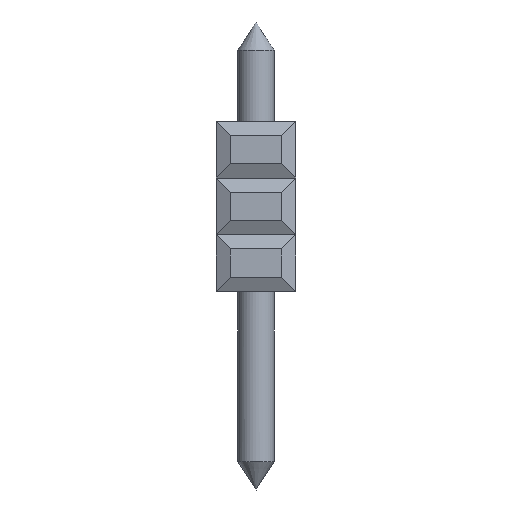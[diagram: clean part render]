
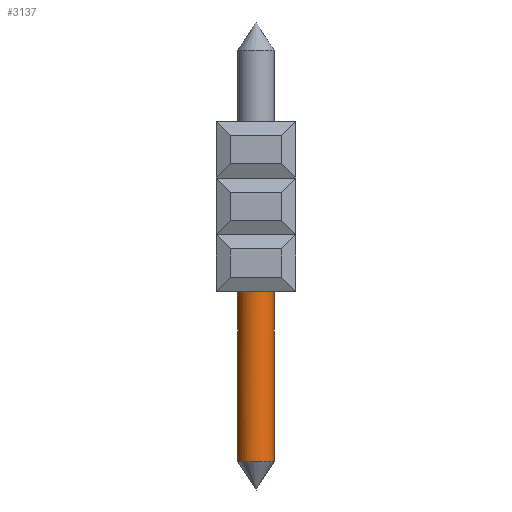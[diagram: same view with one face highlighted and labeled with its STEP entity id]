
A CAD part, left-side view. The second image highlights one B-rep face of the part: STEP entity #3137.
In plain terms, the highlighted cylindrical face has radius 0.65 mm (diameter 1.3 mm), a full revolution.
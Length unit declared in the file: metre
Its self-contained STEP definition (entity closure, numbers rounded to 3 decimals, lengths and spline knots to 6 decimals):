
#3137=ADVANCED_FACE('',(#6673,#6674),#6675,.T.);
#6673=FACE_OUTER_BOUND('',#10384,.T.);
#6674=FACE_OUTER_BOUND('',#10385,.T.);
#6675=CYLINDRICAL_SURFACE('',#10386,0.00065);
#10384=EDGE_LOOP('',(#19667));
#10385=EDGE_LOOP('',(#19668));
#10386=AXIS2_PLACEMENT_3D('',#19669,#19670,#19671);
#19667=ORIENTED_EDGE('',*,*,#24280,.F.);
#19668=ORIENTED_EDGE('',*,*,#23982,.F.);
#19669=CARTESIAN_POINT('',(0.00065,-0.03326,-0.0015));
#19670=DIRECTION('',(0.0,0.,-1.0));
#19671=DIRECTION('',(-1.0,0.0,0.0));
#23982=EDGE_CURVE('',#29284,#29284,#29285,.T.);
#24280=EDGE_CURVE('',#29605,#29605,#29606,.T.);
#29284=VERTEX_POINT('',#36973);
#29285=CIRCLE('',#36974,0.00065);
#29605=VERTEX_POINT('',#37394);
#29606=CIRCLE('',#37395,0.00065);
#36973=CARTESIAN_POINT('',(0.00065,-0.03391,-0.0058));
#36974=AXIS2_PLACEMENT_3D('',#40372,#40373,#40374);
#37394=CARTESIAN_POINT('',(0.00104,-0.03274,-0.012));
#37395=AXIS2_PLACEMENT_3D('',#40538,#40539,#40540);
#40372=CARTESIAN_POINT('',(0.00065,-0.03326,-0.0058));
#40373=DIRECTION('',(0.0,0.,1.0));
#40374=DIRECTION('',(0.0,-1.0,0.));
#40538=CARTESIAN_POINT('',(0.00065,-0.03326,-0.012));
#40539=DIRECTION('',(0.,0.,-1.0));
#40540=DIRECTION('',(0.6,0.8,0.));
